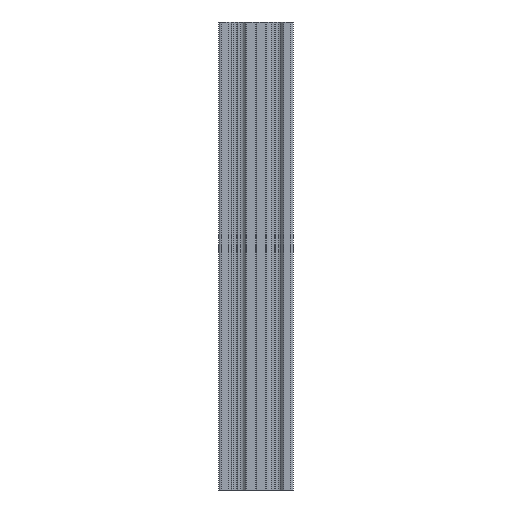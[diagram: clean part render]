
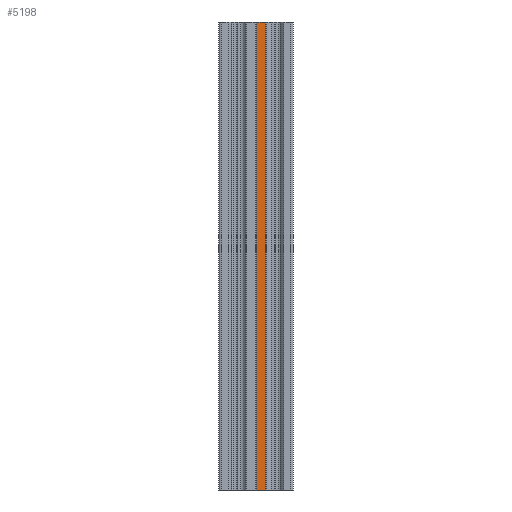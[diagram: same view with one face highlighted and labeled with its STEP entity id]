
A CAD part, front view. The second image highlights one B-rep face of the part: STEP entity #5198.
In plain terms, the highlighted planar face has unit normal (0, -1, 0).
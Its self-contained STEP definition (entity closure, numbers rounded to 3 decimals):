
#152 = VERTEX_POINT ( 'NONE', #4493 ) ;
#266 = CARTESIAN_POINT ( 'NONE',  ( 62.935, 83.02, 0. ) ) ;
#369 = ORIENTED_EDGE ( 'NONE', *, *, #552, .F. ) ;
#391 = LINE ( 'NONE', #6538, #4561 ) ;
#441 = DIRECTION ( 'NONE',  ( 0., 0., 1. ) ) ;
#552 = EDGE_CURVE ( 'NONE', #3621, #2886, #6579, .T. ) ;
#886 = EDGE_CURVE ( 'NONE', #152, #3320, #391, .T. ) ;
#970 = VECTOR ( 'NONE', #4166, 1000. ) ;
#1104 = ORIENTED_EDGE ( 'NONE', *, *, #886, .T. ) ;
#1429 = FACE_OUTER_BOUND ( 'NONE', #3120, .T. ) ;
#1631 = CARTESIAN_POINT ( 'NONE',  ( 58.14, 83.02, -250. ) ) ;
#1679 = ORIENTED_EDGE ( 'NONE', *, *, #5789, .T. ) ;
#1995 = DIRECTION ( 'NONE',  ( 0., 0., 1. ) ) ;
#2886 = VERTEX_POINT ( 'NONE', #5795 ) ;
#3120 = EDGE_LOOP ( 'NONE', ( #3920, #369, #1679, #1104 ) ) ;
#3320 = VERTEX_POINT ( 'NONE', #266 ) ;
#3466 = CARTESIAN_POINT ( 'NONE',  ( 58.14, 83.02, -250. ) ) ;
#3621 = VERTEX_POINT ( 'NONE', #5804 ) ;
#3920 = ORIENTED_EDGE ( 'NONE', *, *, #4520, .F. ) ;
#4150 = AXIS2_PLACEMENT_3D ( 'NONE', #3466, #4933, #4435 ) ;
#4166 = DIRECTION ( 'NONE',  ( 1., 0., 0. ) ) ;
#4167 = DIRECTION ( 'NONE',  ( 1., 0., 0. ) ) ;
#4435 = DIRECTION ( 'NONE',  ( 1., 0., 0. ) ) ;
#4493 = CARTESIAN_POINT ( 'NONE',  ( 62.935, 83.02, -250. ) ) ;
#4520 = EDGE_CURVE ( 'NONE', #2886, #3320, #6268, .T. ) ;
#4561 = VECTOR ( 'NONE', #1995, 1000. ) ;
#4655 = VECTOR ( 'NONE', #441, 1000. ) ;
#4695 = LINE ( 'NONE', #1631, #6207 ) ;
#4933 = DIRECTION ( 'NONE',  ( 0., -1., 0. ) ) ;
#5198 = ADVANCED_FACE ( 'NONE', ( #1429 ), #5441, .T. ) ;
#5441 = PLANE ( 'NONE',  #4150 ) ;
#5694 = CARTESIAN_POINT ( 'NONE',  ( 58.14, 83.02, 0. ) ) ;
#5789 = EDGE_CURVE ( 'NONE', #3621, #152, #4695, .T. ) ;
#5795 = CARTESIAN_POINT ( 'NONE',  ( 58.14, 83.02, 0. ) ) ;
#5804 = CARTESIAN_POINT ( 'NONE',  ( 58.14, 83.02, -250. ) ) ;
#6016 = CARTESIAN_POINT ( 'NONE',  ( 58.14, 83.02, -250. ) ) ;
#6207 = VECTOR ( 'NONE', #4167, 1000. ) ;
#6268 = LINE ( 'NONE', #5694, #970 ) ;
#6538 = CARTESIAN_POINT ( 'NONE',  ( 62.935, 83.02, -250. ) ) ;
#6579 = LINE ( 'NONE', #6016, #4655 ) ;
